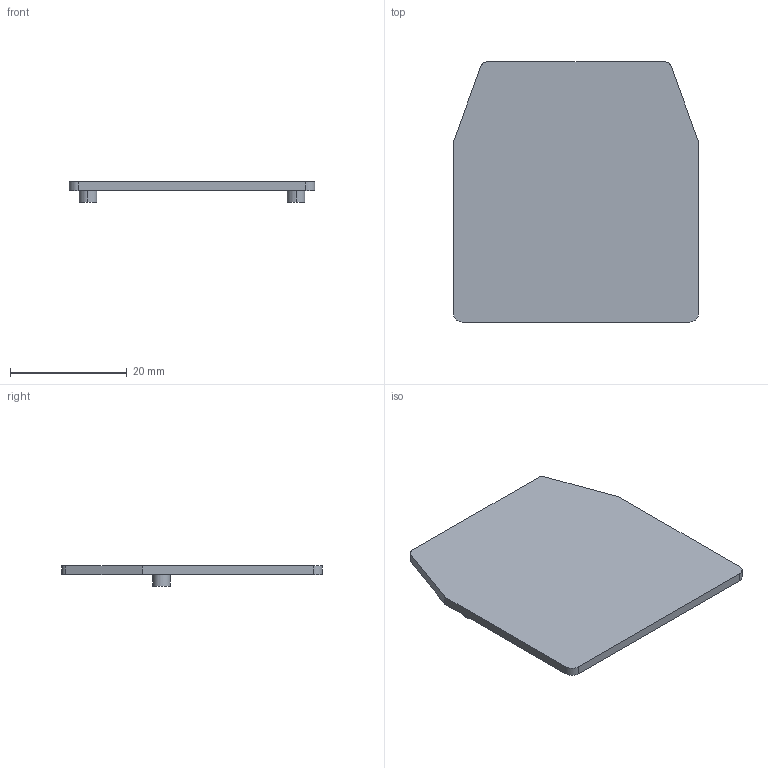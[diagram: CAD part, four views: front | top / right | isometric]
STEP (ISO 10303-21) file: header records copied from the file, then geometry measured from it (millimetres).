
FILE_DESCRIPTION((''),'2;1');
FILE_NAME('003903010_ESC-CBC_2-10_PT_ASM','2022-07-14T12:24:44',('klemen.sitar'),('Audax d.o.o.'),'CREO PARAMETRIC BY PTC INC, 2021304','CREO PARAMETRIC BY PTC INC, 2021304','');
FILE_SCHEMA(('AP242_MANAGED_MODEL_BASED_3D_ENGINEERING_MIM_LF { 1 0 10303 442 1 1 4 }'));
Length unit declared in the file: millimetre
Products named in the file (2): CBC_2-10_PT-5080_1; 003903010_ESC-CBC_2-10_PT_ASM
Assembly tree (1 placements, depth 2):
  003903010_ESC-CBC_2-10_PT_ASM
    CBC_2-10_PT-5080_1
Bounding box: 42 x 44.5 x 3.5 mm (x, y, z)
Volume: 2727 mm3; surface area: 3880.7 mm2
Topology: 1 solids, 1 shells, 18 faces, 42 edges, 28 vertices
Faces by surface type: plane 10, cylinder 8
Entity records: 1004 total; most frequent: DIRECTION 104, CARTESIAN_POINT 97, ORIENTED_EDGE 84, PRESENTATION_STYLE_ASSIGNMENT 64, STYLED_ITEM 64, CURVE_STYLE 45, EDGE_CURVE 42, AXIS2_PLACEMENT_3D 39
